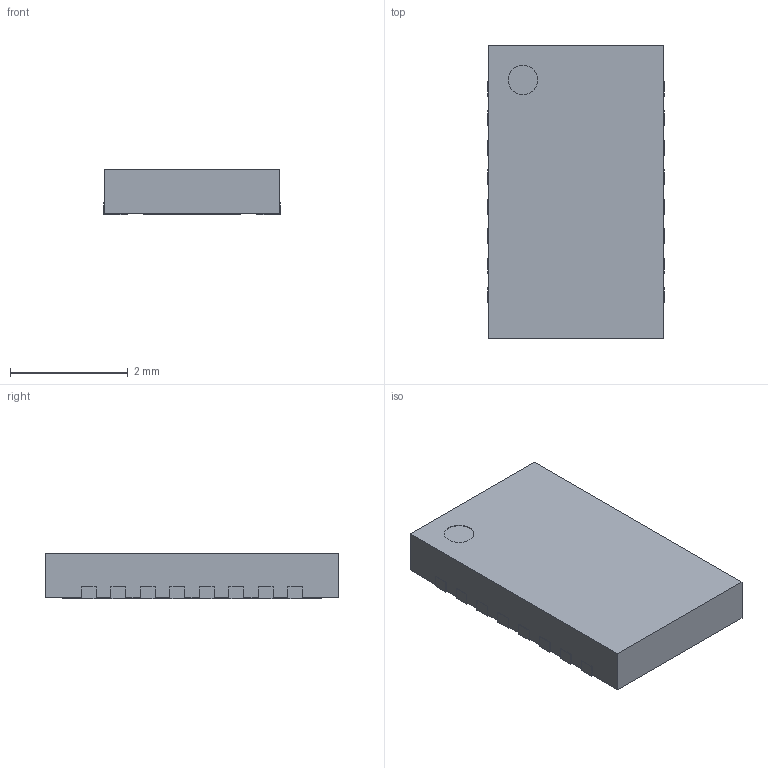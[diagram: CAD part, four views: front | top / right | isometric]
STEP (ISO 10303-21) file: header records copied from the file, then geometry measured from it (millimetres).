
FILE_DESCRIPTION(/* description */ ('model of DFN-16-1EP_3x5mm_Pitch0.5mm'),/* implementation_level */ '2;1');
FILE_NAME(/* name */ 'DFN-16-1EP_3x5mm_Pitch0.5mm.step',/* time_stamp */ '2017-03-23T11:19:31',/* author */ ('kicad StepUp','ksu'),/* organization */ ('FreeCAD'),/* preprocessor_version */ 'OCC',/* originating_system */ 'kicad StepUp',/* authorisation */ '');
FILE_SCHEMA(('AUTOMOTIVE_DESIGN_CC2 { 1 2 10303 214 -1 1 5 4 }'));
Length unit declared in the file: millimetre
Products named in the file (1): DFN-16-1EP_3x5mm_Pitch0.5mm
Bounding box: 3 x 4.98 x 0.77 mm (x, y, z)
Volume: 11.3 mm3; surface area: 42.4 mm2
Topology: 1 solids, 1 shells, 110 faces, 318 edges, 212 vertices
Faces by surface type: plane 93, cylinder 17
Full cylindrical faces by diameter (mm): 0.5 x1
Entity records: 2546 total; most frequent: ORIENTED_EDGE 598, CARTESIAN_POINT 345, EDGE_CURVE 318, LINE 268, VERTEX_POINT 212, AXIS2_PLACEMENT_3D 144, FACE_BOUND 112, EDGE_LOOP 112
